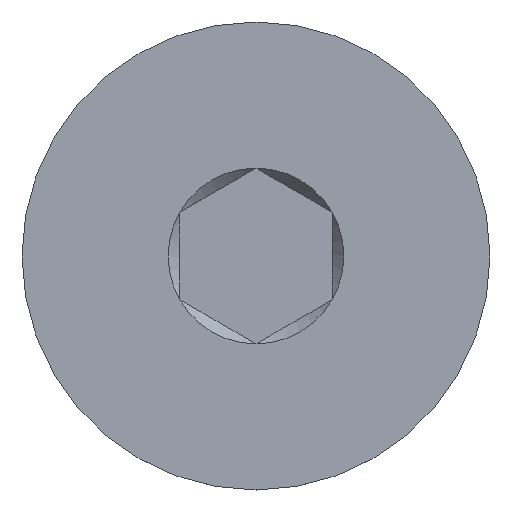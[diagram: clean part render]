
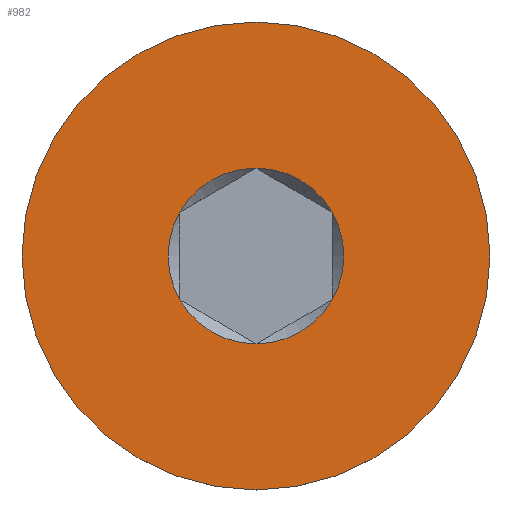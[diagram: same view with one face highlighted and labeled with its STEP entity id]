
A CAD part, top view. The second image highlights one B-rep face of the part: STEP entity #982.
In plain terms, the highlighted planar face has unit normal (0, 0, 1).
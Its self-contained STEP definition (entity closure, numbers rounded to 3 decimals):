
#17=FACE_BOUND('',#177,.T.);
#18=PLANE('',#1071);
#119=FACE_OUTER_BOUND('',#176,.T.);
#176=EDGE_LOOP('',(#769,#770));
#177=EDGE_LOOP('',(#771,#772,#773,#774,#775,#776));
#201=CIRCLE('',#1063,0.751);
#202=CIRCLE('',#1065,2.);
#203=CIRCLE('',#1066,2.);
#207=CIRCLE('',#1072,0.751);
#208=CIRCLE('',#1073,0.751);
#209=CIRCLE('',#1074,0.751);
#210=CIRCLE('',#1075,0.751);
#211=CIRCLE('',#1076,0.751);
#429=VERTEX_POINT('',#4451);
#430=VERTEX_POINT('',#4452);
#431=VERTEX_POINT('',#4458);
#432=VERTEX_POINT('',#4459);
#438=VERTEX_POINT('',#4555);
#439=VERTEX_POINT('',#4557);
#440=VERTEX_POINT('',#4559);
#441=VERTEX_POINT('',#4561);
#564=EDGE_CURVE('',#429,#430,#201,.T.);
#565=EDGE_CURVE('',#431,#432,#202,.T.);
#566=EDGE_CURVE('',#432,#431,#203,.T.);
#575=EDGE_CURVE('',#430,#438,#207,.T.);
#576=EDGE_CURVE('',#438,#439,#208,.T.);
#577=EDGE_CURVE('',#439,#440,#209,.T.);
#578=EDGE_CURVE('',#440,#441,#210,.T.);
#579=EDGE_CURVE('',#441,#429,#211,.T.);
#769=ORIENTED_EDGE('',*,*,#565,.T.);
#770=ORIENTED_EDGE('',*,*,#566,.T.);
#771=ORIENTED_EDGE('',*,*,#575,.T.);
#772=ORIENTED_EDGE('',*,*,#576,.T.);
#773=ORIENTED_EDGE('',*,*,#577,.T.);
#774=ORIENTED_EDGE('',*,*,#578,.T.);
#775=ORIENTED_EDGE('',*,*,#579,.T.);
#776=ORIENTED_EDGE('',*,*,#564,.T.);
#982=ADVANCED_FACE('',(#119,#17),#18,.F.);
#1063=AXIS2_PLACEMENT_3D('',#4456,#1216,#1217);
#1065=AXIS2_PLACEMENT_3D('',#4460,#1220,#1221);
#1066=AXIS2_PLACEMENT_3D('',#4461,#1222,#1223);
#1071=AXIS2_PLACEMENT_3D('',#4554,#1234,#1235);
#1072=AXIS2_PLACEMENT_3D('',#4556,#1236,#1237);
#1073=AXIS2_PLACEMENT_3D('',#4558,#1238,#1239);
#1074=AXIS2_PLACEMENT_3D('',#4560,#1240,#1241);
#1075=AXIS2_PLACEMENT_3D('',#4562,#1242,#1243);
#1076=AXIS2_PLACEMENT_3D('',#4563,#1244,#1245);
#1216=DIRECTION('center_axis',(0.,0.,-1.));
#1217=DIRECTION('ref_axis',(-1.,0.,0.));
#1220=DIRECTION('center_axis',(0.,0.,1.));
#1221=DIRECTION('ref_axis',(0.,-1.,0.));
#1222=DIRECTION('center_axis',(0.,0.,1.));
#1223=DIRECTION('ref_axis',(0.,-1.,0.));
#1234=DIRECTION('center_axis',(0.,0.,-1.));
#1235=DIRECTION('ref_axis',(0.,1.,0.));
#1236=DIRECTION('center_axis',(0.,0.,-1.));
#1237=DIRECTION('ref_axis',(-1.,0.,0.));
#1238=DIRECTION('center_axis',(0.,0.,-1.));
#1239=DIRECTION('ref_axis',(-1.,0.,0.));
#1240=DIRECTION('center_axis',(0.,0.,-1.));
#1241=DIRECTION('ref_axis',(-1.,0.,0.));
#1242=DIRECTION('center_axis',(0.,0.,-1.));
#1243=DIRECTION('ref_axis',(-1.,0.,0.));
#1244=DIRECTION('center_axis',(0.,0.,-1.));
#1245=DIRECTION('ref_axis',(-1.,0.,0.));
#4451=CARTESIAN_POINT('',(-0.65,-0.375,4.));
#4452=CARTESIAN_POINT('',(-0.65,0.375,4.));
#4456=CARTESIAN_POINT('Origin',(0.,0.,4.));
#4458=CARTESIAN_POINT('',(0.,-2.,4.));
#4459=CARTESIAN_POINT('',(0.,2.,4.));
#4460=CARTESIAN_POINT('Origin',(0.,0.,4.));
#4461=CARTESIAN_POINT('Origin',(0.,0.,4.));
#4554=CARTESIAN_POINT('Origin',(0.,0.,
4.));
#4555=CARTESIAN_POINT('',(0.,0.751,4.));
#4556=CARTESIAN_POINT('Origin',(0.,0.,4.));
#4557=CARTESIAN_POINT('',(0.65,0.375,4.));
#4558=CARTESIAN_POINT('Origin',(0.,0.,4.));
#4559=CARTESIAN_POINT('',(0.65,-0.375,4.));
#4560=CARTESIAN_POINT('Origin',(0.,0.,4.));
#4561=CARTESIAN_POINT('',(0.,-0.751,4.));
#4562=CARTESIAN_POINT('Origin',(0.,0.,4.));
#4563=CARTESIAN_POINT('Origin',(0.,0.,4.));
